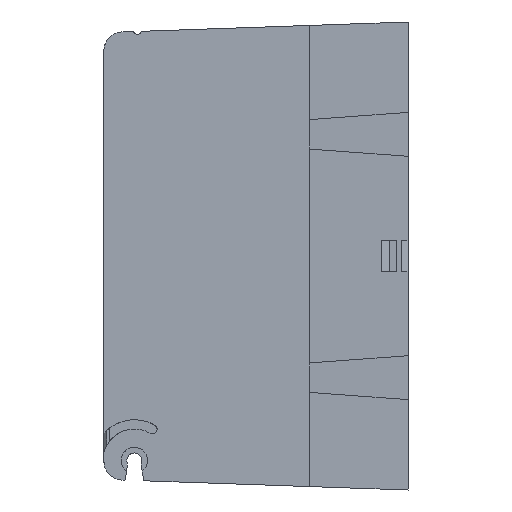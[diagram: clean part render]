
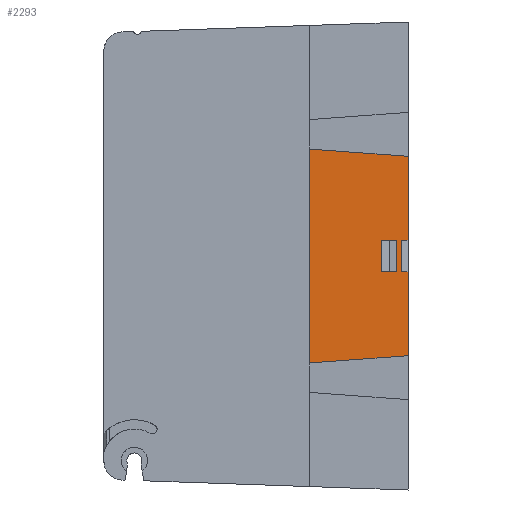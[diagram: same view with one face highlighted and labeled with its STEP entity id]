
A CAD part, left-side view. The second image highlights one B-rep face of the part: STEP entity #2293.
In plain terms, the highlighted planar face has unit normal (-1, 0, 0).
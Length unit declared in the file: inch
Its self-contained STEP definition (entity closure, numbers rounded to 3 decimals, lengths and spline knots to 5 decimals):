
#95 = LINE ( 'NONE', #3488, #2389 ) ;
#492 = DIRECTION ( 'NONE',  ( 0., 1., 0. ) ) ;
#978 = CARTESIAN_POINT ( 'NONE',  ( -0.8575, 0.2816, 0.17 ) ) ;
#1288 = DIRECTION ( 'NONE',  ( 0., 0., 1. ) ) ;
#1357 = VERTEX_POINT ( 'NONE', #23978 ) ;
#1752 = EDGE_CURVE ( 'NONE', #13959, #12451, #12415, .T. ) ;
#1951 = DIRECTION ( 'NONE',  ( -1., 0., 0. ) ) ;
#2293 = ADVANCED_FACE ( 'NONE', ( #5851, #13588 ), #6525, .T. ) ;
#2389 = VECTOR ( 'NONE', #3299, 39.37008 ) ;
#2863 = CARTESIAN_POINT ( 'NONE',  ( -0.8575, 1.05, -2.21333 ) ) ;
#3096 = VECTOR ( 'NONE', #11432, 39.37008 ) ;
#3299 = DIRECTION ( 'NONE',  ( 0., 0., -1. ) ) ;
#3488 = CARTESIAN_POINT ( 'NONE',  ( -0.8575, 1.05, 2.21333 ) ) ;
#3717 = CARTESIAN_POINT ( 'NONE',  ( -0.8575, 0.2816, 0.17 ) ) ;
#3741 = ORIENTED_EDGE ( 'NONE', *, *, #12156, .T. ) ;
#3829 = LINE ( 'NONE', #8159, #12223 ) ;
#4040 = VECTOR ( 'NONE', #14190, 39.37008 ) ;
#4068 = CARTESIAN_POINT ( 'NONE',  ( -0.8575, 0.07, 0.17 ) ) ;
#4197 = CARTESIAN_POINT ( 'NONE',  ( -0.8575, 0.80261, 1.12449 ) ) ;
#4246 = ORIENTED_EDGE ( 'NONE', *, *, #22700, .F. ) ;
#4251 = LINE ( 'NONE', #978, #4040 ) ;
#4290 = CARTESIAN_POINT ( 'NONE',  ( -0.8575, 0., -2.25 ) ) ;
#4675 = VECTOR ( 'NONE', #22996, 39.37008 ) ;
#5791 = DIRECTION ( 'NONE',  ( 0., 0., 1. ) ) ;
#5851 = FACE_OUTER_BOUND ( 'NONE', #22325, .T. ) ;
#5885 = CARTESIAN_POINT ( 'NONE',  ( -0.8575, 0., 0.17 ) ) ;
#6111 = DIRECTION ( 'NONE',  ( 0., -0.997, -0.074 ) ) ;
#6525 = PLANE ( 'NONE',  #11889 ) ;
#6538 = CARTESIAN_POINT ( 'NONE',  ( -0.8575, 0.2816, 0.17 ) ) ;
#6846 = CARTESIAN_POINT ( 'NONE',  ( -0.8575, 0.12, 0.17 ) ) ;
#6969 = DIRECTION ( 'NONE',  ( 0., 0., -1. ) ) ;
#7109 = CARTESIAN_POINT ( 'NONE',  ( -0.8575, 0.07, -0.17 ) ) ;
#7316 = VECTOR ( 'NONE', #22313, 39.37008 ) ;
#7501 = ORIENTED_EDGE ( 'NONE', *, *, #1752, .F. ) ;
#7506 = DIRECTION ( 'NONE',  ( 0., 0., 1. ) ) ;
#7589 = VERTEX_POINT ( 'NONE', #7109 ) ;
#8019 = ORIENTED_EDGE ( 'NONE', *, *, #22685, .T. ) ;
#8046 = CARTESIAN_POINT ( 'NONE',  ( -0.8575, 1.05, -1.14282 ) ) ;
#8159 = CARTESIAN_POINT ( 'NONE',  ( -0.8575, 0., -0.17 ) ) ;
#8590 = CARTESIAN_POINT ( 'NONE',  ( -0.8575, 0.2816, -0.17 ) ) ;
#8936 = VECTOR ( 'NONE', #10189, 39.37008 ) ;
#9355 = EDGE_CURVE ( 'NONE', #21455, #11563, #17468, .T. ) ;
#9493 = ORIENTED_EDGE ( 'NONE', *, *, #18491, .T. ) ;
#9494 = CARTESIAN_POINT ( 'NONE',  ( -0.8575, 0.07, 0.17 ) ) ;
#9866 = VECTOR ( 'NONE', #7506, 39.37008 ) ;
#10181 = EDGE_CURVE ( 'NONE', #14462, #7589, #3829, .T. ) ;
#10189 = DIRECTION ( 'NONE',  ( 0., -0.997, 0.074 ) ) ;
#10281 = EDGE_CURVE ( 'NONE', #20374, #13889, #16230, .T. ) ;
#10779 = CARTESIAN_POINT ( 'NONE',  ( -0.8575, 0., 1.065 ) ) ;
#10918 = CARTESIAN_POINT ( 'NONE',  ( -0.8575, 0., 0.17 ) ) ;
#11432 = DIRECTION ( 'NONE',  ( 0., 0., -1. ) ) ;
#11563 = VERTEX_POINT ( 'NONE', #3717 ) ;
#11886 = ORIENTED_EDGE ( 'NONE', *, *, #23989, .F. ) ;
#11889 = AXIS2_PLACEMENT_3D ( 'NONE', #2863, #1951, #5791 ) ;
#12128 = CARTESIAN_POINT ( 'NONE',  ( -0.8575, 0., -1.065 ) ) ;
#12156 = EDGE_CURVE ( 'NONE', #13959, #22018, #21392, .T. ) ;
#12223 = VECTOR ( 'NONE', #492, 39.37008 ) ;
#12412 = ORIENTED_EDGE ( 'NONE', *, *, #10281, .T. ) ;
#12415 = LINE ( 'NONE', #10918, #4675 ) ;
#12447 = ORIENTED_EDGE ( 'NONE', *, *, #12913, .T. ) ;
#12451 = VERTEX_POINT ( 'NONE', #4068 ) ;
#12625 = VECTOR ( 'NONE', #6111, 39.37008 ) ;
#12909 = ORIENTED_EDGE ( 'NONE', *, *, #15553, .T. ) ;
#12913 = EDGE_CURVE ( 'NONE', #13889, #14462, #13339, .T. ) ;
#13339 = LINE ( 'NONE', #4290, #9866 ) ;
#13588 = FACE_BOUND ( 'NONE', #16848, .T. ) ;
#13889 = VERTEX_POINT ( 'NONE', #12128 ) ;
#13959 = VERTEX_POINT ( 'NONE', #5885 ) ;
#14190 = DIRECTION ( 'NONE',  ( 0., 0., -1. ) ) ;
#14403 = CARTESIAN_POINT ( 'NONE',  ( -0.8575, 0.12, 0.17 ) ) ;
#14462 = VERTEX_POINT ( 'NONE', #19765 ) ;
#14472 = LINE ( 'NONE', #9494, #3096 ) ;
#15215 = VERTEX_POINT ( 'NONE', #8590 ) ;
#15389 = VECTOR ( 'NONE', #6969, 39.37008 ) ;
#15553 = EDGE_CURVE ( 'NONE', #21455, #17648, #18193, .T. ) ;
#16230 = LINE ( 'NONE', #23052, #8936 ) ;
#16848 = EDGE_LOOP ( 'NONE', ( #19076, #12909, #8019, #11886 ) ) ;
#17364 = ORIENTED_EDGE ( 'NONE', *, *, #23235, .F. ) ;
#17468 = LINE ( 'NONE', #6538, #22549 ) ;
#17559 = CARTESIAN_POINT ( 'NONE',  ( -0.8575, 0., -2.25 ) ) ;
#17648 = VERTEX_POINT ( 'NONE', #20677 ) ;
#18193 = LINE ( 'NONE', #14403, #15389 ) ;
#18491 = EDGE_CURVE ( 'NONE', #1357, #20374, #95, .T. ) ;
#18828 = VECTOR ( 'NONE', #1288, 39.37008 ) ;
#19076 = ORIENTED_EDGE ( 'NONE', *, *, #9355, .F. ) ;
#19765 = CARTESIAN_POINT ( 'NONE',  ( -0.8575, 0., -0.17 ) ) ;
#20374 = VERTEX_POINT ( 'NONE', #8046 ) ;
#20525 = CARTESIAN_POINT ( 'NONE',  ( -0.8575, 0.2816, -0.17 ) ) ;
#20677 = CARTESIAN_POINT ( 'NONE',  ( -0.8575, 0.12, -0.17 ) ) ;
#21392 = LINE ( 'NONE', #17559, #18828 ) ;
#21455 = VERTEX_POINT ( 'NONE', #6846 ) ;
#21563 = ORIENTED_EDGE ( 'NONE', *, *, #10181, .T. ) ;
#21782 = LINE ( 'NONE', #4197, #12625 ) ;
#22018 = VERTEX_POINT ( 'NONE', #10779 ) ;
#22313 = DIRECTION ( 'NONE',  ( 0., 1., 0. ) ) ;
#22325 = EDGE_LOOP ( 'NONE', ( #7501, #3741, #17364, #9493, #12412, #12447, #21563, #4246 ) ) ;
#22549 = VECTOR ( 'NONE', #23124, 39.37008 ) ;
#22685 = EDGE_CURVE ( 'NONE', #17648, #15215, #22968, .T. ) ;
#22700 = EDGE_CURVE ( 'NONE', #12451, #7589, #14472, .T. ) ;
#22968 = LINE ( 'NONE', #20525, #7316 ) ;
#22996 = DIRECTION ( 'NONE',  ( 0., 1., 0. ) ) ;
#23052 = CARTESIAN_POINT ( 'NONE',  ( -0.8575, 0., -1.065 ) ) ;
#23124 = DIRECTION ( 'NONE',  ( 0., 1., 0. ) ) ;
#23235 = EDGE_CURVE ( 'NONE', #1357, #22018, #21782, .T. ) ;
#23978 = CARTESIAN_POINT ( 'NONE',  ( -0.8575, 1.05, 1.14282 ) ) ;
#23989 = EDGE_CURVE ( 'NONE', #11563, #15215, #4251, .T. ) ;
